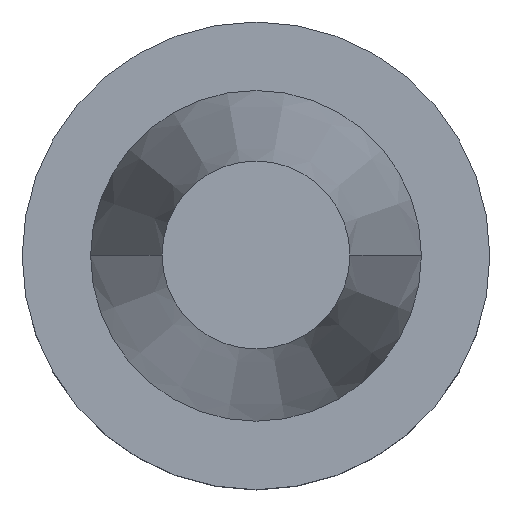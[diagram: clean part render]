
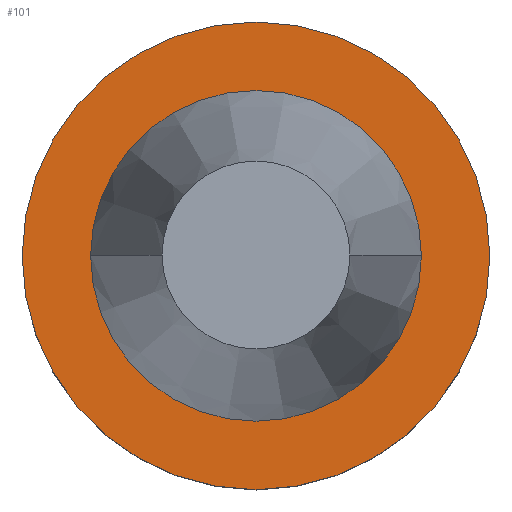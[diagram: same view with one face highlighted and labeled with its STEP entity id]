
A CAD part, top view. The second image highlights one B-rep face of the part: STEP entity #101.
In plain terms, the highlighted planar face has unit normal (0, 0, 1).
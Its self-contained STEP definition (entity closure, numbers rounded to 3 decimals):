
#40=PLANE('',#358);
#55=FACE_BOUND('',#138,.T.);
#56=FACE_BOUND('',#139,.T.);
#101=ADVANCED_FACE('',(#55,#56),#40,.T.);
#138=EDGE_LOOP('',(#187,#188));
#139=EDGE_LOOP('',(#189));
#187=ORIENTED_EDGE('',*,*,#272,.F.);
#188=ORIENTED_EDGE('',*,*,#273,.F.);
#189=ORIENTED_EDGE('',*,*,#274,.F.);
#243=VERTEX_POINT('',#535);
#244=VERTEX_POINT('',#536);
#245=VERTEX_POINT('',#539);
#272=EDGE_CURVE('',#243,#244,#299,.T.);
#273=EDGE_CURVE('',#244,#243,#300,.T.);
#274=EDGE_CURVE('',#245,#245,#301,.T.);
#299=CIRCLE('',#355,35.362);
#300=CIRCLE('',#356,35.362);
#301=CIRCLE('',#357,50.);
#355=AXIS2_PLACEMENT_3D('',#534,#434,#435);
#356=AXIS2_PLACEMENT_3D('',#537,#436,#437);
#357=AXIS2_PLACEMENT_3D('',#538,#438,#439);
#358=AXIS2_PLACEMENT_3D('',#540,#440,#441);
#434=DIRECTION('',(0.,0.,1.));
#435=DIRECTION('',(1.,0.,0.));
#436=DIRECTION('',(0.,0.,1.));
#437=DIRECTION('',(1.,0.,0.));
#438=DIRECTION('',(0.,0.,-1.));
#439=DIRECTION('',(1.,0.,0.));
#440=DIRECTION('',(0.,0.,1.));
#441=DIRECTION('',(1.,0.,0.));
#534=CARTESIAN_POINT('',(-0.003,0.,-3.));
#535=CARTESIAN_POINT('',(-35.365,0.,-3.));
#536=CARTESIAN_POINT('',(35.36,0.,-3.));
#537=CARTESIAN_POINT('',(-0.003,0.,-3.));
#538=CARTESIAN_POINT('',(-0.003,0.,-3.));
#539=CARTESIAN_POINT('',(49.997,0.,-3.));
#540=CARTESIAN_POINT('',(-0.003,-35.398,-3.));
